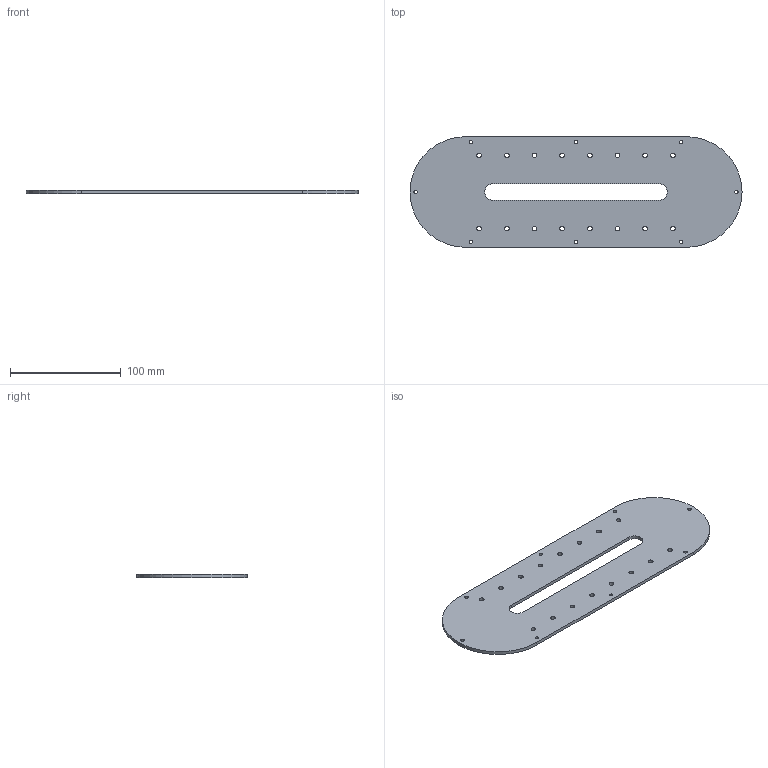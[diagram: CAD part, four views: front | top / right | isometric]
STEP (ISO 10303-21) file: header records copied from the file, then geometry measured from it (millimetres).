
FILE_DESCRIPTION(/* description */ (''),/* implementation_level */ '2;1');
FILE_NAME(/* name */ 'Top deck.step',/* time_stamp */ '2021-11-13T00:05:39+01:00',/* author */ (''),/* organization */ (''),/* preprocessor_version */ 'ST-DEVELOPER v18.1',/* originating_system */ 'Autodesk Translation Framework v10.10.0.1391',/* authorisation */ '');
FILE_SCHEMA (('AUTOMOTIVE_DESIGN { 1 0 10303 214 3 1 1 }'));
Length unit declared in the file: millimetre
Products named in the file (1): Top deck
Bounding box: 300 x 100 x 3 mm (x, y, z)
Volume: 75435.6 mm3; surface area: 54341.4 mm2
Topology: 1 solids, 1 shells, 34 faces, 96 edges, 64 vertices
Faces by surface type: cylinder 28, plane 6
Full cylindrical faces by diameter (mm): 3.1 x8, 4.2 x16
Entity records: 1269 total; most frequent: DIRECTION 222, CARTESIAN_POINT 195, ORIENTED_EDGE 192, EDGE_CURVE 96, AXIS2_PLACEMENT_3D 91, EDGE_LOOP 84, VERTEX_POINT 64, CIRCLE 56
